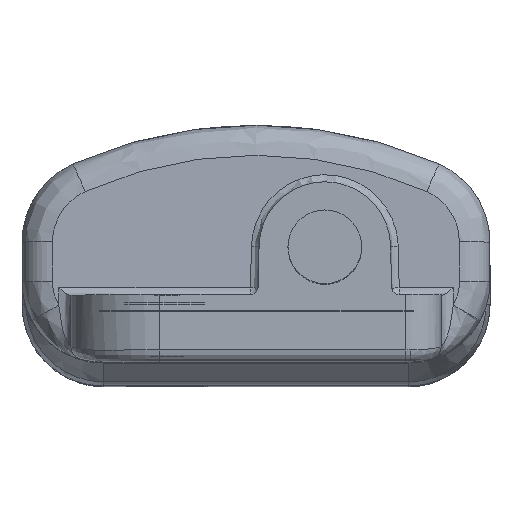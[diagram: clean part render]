
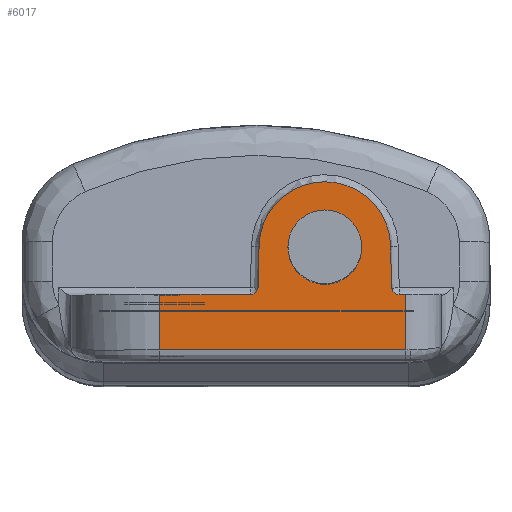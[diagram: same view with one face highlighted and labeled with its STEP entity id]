
A CAD part, top view. The second image highlights one B-rep face of the part: STEP entity #6017.
In plain terms, the highlighted planar face has unit normal (0, 0, 1).
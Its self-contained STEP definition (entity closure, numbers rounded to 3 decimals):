
#1972=DIRECTION('',(0.,-1.,0.));
#1973=VECTOR('',#1972,3.6);
#1974=CARTESIAN_POINT('',(-6.3,-0.1,36.8));
#1975=LINE('',#1974,#1973);
#1976=DIRECTION('',(-1.,0.,0.));
#1977=VECTOR('',#1976,5.936);
#1978=CARTESIAN_POINT('',(-0.364,-0.1,36.8));
#1979=LINE('',#1978,#1977);
#1980=DIRECTION('',(-0.024,-1.,0.));
#1981=VECTOR('',#1980,2.716);
#1982=CARTESIAN_POINT('',(0.201,3.104,36.8));
#1983=LINE('',#1982,#1981);
#1984=CARTESIAN_POINT('',(4.5,3.,36.8));
#1985=DIRECTION('',(0.,0.,1.));
#1986=DIRECTION('',(1.,0.024,0.));
#1987=AXIS2_PLACEMENT_3D('',#1984,#1985,#1986);
#1989=DIRECTION('',(-0.024,1.,0.));
#1990=VECTOR('',#1989,2.716);
#1991=CARTESIAN_POINT('',(8.864,0.388,36.8));
#1992=LINE('',#1991,#1990);
#1993=DIRECTION('',(-1.,0.,0.));
#1994=VECTOR('',#1993,0.436);
#1995=CARTESIAN_POINT('',(9.8,-0.1,36.8));
#1996=LINE('',#1995,#1994);
#1997=DIRECTION('',(0.,1.,0.));
#1998=VECTOR('',#1997,3.6);
#1999=CARTESIAN_POINT('',(9.8,-3.7,36.8));
#2000=LINE('',#1999,#1998);
#2001=DIRECTION('',(1.,0.,0.));
#2002=VECTOR('',#2001,16.1);
#2003=CARTESIAN_POINT('',(-6.3,-3.7,36.8));
#2004=LINE('',#2003,#2002);
#2005=CARTESIAN_POINT('',(4.5,3.,36.8));
#2006=DIRECTION('',(0.,0.,1.));
#2007=DIRECTION('',(0.,-1.,0.));
#2008=AXIS2_PLACEMENT_3D('',#2005,#2006,#2007);
#2010=CARTESIAN_POINT('',(4.5,3.,36.8));
#2011=DIRECTION('',(0.,0.,1.));
#2012=DIRECTION('',(0.,1.,0.));
#2013=AXIS2_PLACEMENT_3D('',#2010,#2011,#2012);
#2096=CARTESIAN_POINT('',(-0.364,0.4,36.8));
#2097=DIRECTION('',(0.,0.,-1.));
#2098=DIRECTION('',(1.,-0.024,0.));
#2099=AXIS2_PLACEMENT_3D('',#2096,#2097,#2098);
#2187=CARTESIAN_POINT('',(9.364,0.4,36.8));
#2188=DIRECTION('',(0.,0.,-1.));
#2189=DIRECTION('',(0.,-1.,0.));
#2190=AXIS2_PLACEMENT_3D('',#2187,#2188,#2189);
#2461=CARTESIAN_POINT('',(8.799,3.104,36.8));
#2462=CARTESIAN_POINT('',(0.201,3.104,36.8));
#2463=VERTEX_POINT('',#2461);
#2464=VERTEX_POINT('',#2462);
#2466=CARTESIAN_POINT('',(-6.3,-0.1,36.8));
#2468=VERTEX_POINT('',#2466);
#2469=CARTESIAN_POINT('',(9.8,-0.1,36.8));
#2471=VERTEX_POINT('',#2469);
#2473=CARTESIAN_POINT('',(-6.3,-3.7,36.8));
#2474=VERTEX_POINT('',#2473);
#2475=CARTESIAN_POINT('',(9.8,-3.7,36.8));
#2477=VERTEX_POINT('',#2475);
#2581=CARTESIAN_POINT('',(0.136,0.388,36.8));
#2582=VERTEX_POINT('',#2581);
#2583=CARTESIAN_POINT('',(8.864,0.388,36.8));
#2584=VERTEX_POINT('',#2583);
#2585=CARTESIAN_POINT('',(-0.364,-0.1,36.8));
#2586=VERTEX_POINT('',#2585);
#2587=CARTESIAN_POINT('',(9.364,-0.1,36.8));
#2588=VERTEX_POINT('',#2587);
#2828=CARTESIAN_POINT('',(4.5,0.59,36.8));
#2829=CARTESIAN_POINT('',(4.5,5.41,36.8));
#2830=VERTEX_POINT('',#2828);
#2831=VERTEX_POINT('',#2829);
#5987=CARTESIAN_POINT('',(0.,-2.5,36.8));
#5988=DIRECTION('',(0.,0.,1.));
#5989=DIRECTION('',(1.,0.,0.));
#5990=AXIS2_PLACEMENT_3D('',#5987,#5988,#5989);
#5991=PLANE('',#5990);
#5993=ORIENTED_EDGE('',*,*,#5992,.F.);
#5995=ORIENTED_EDGE('',*,*,#5994,.F.);
#5997=ORIENTED_EDGE('',*,*,#5996,.F.);
#5999=ORIENTED_EDGE('',*,*,#5998,.F.);
#6001=ORIENTED_EDGE('',*,*,#6000,.F.);
#6003=ORIENTED_EDGE('',*,*,#6002,.F.);
#6005=ORIENTED_EDGE('',*,*,#6004,.F.);
#6006=ORIENTED_EDGE('',*,*,#5586,.F.);
#6007=ORIENTED_EDGE('',*,*,#5951,.F.);
#6008=ORIENTED_EDGE('',*,*,#5978,.F.);
#6009=EDGE_LOOP('',(#5993,#5995,#5997,#5999,#6001,#6003,#6005,#6006,#6007,
#6008));
#6010=FACE_OUTER_BOUND('',#6009,.F.);
#6012=ORIENTED_EDGE('',*,*,#6011,.T.);
#6014=ORIENTED_EDGE('',*,*,#6013,.T.);
#6015=EDGE_LOOP('',(#6012,#6014));
#6016=FACE_BOUND('',#6015,.F.);
#6017=ADVANCED_FACE('',(#6010,#6016),#5991,.T.);
#1988=CIRCLE('',#1987,4.3);
#2009=CIRCLE('',#2008,2.41);
#2014=CIRCLE('',#2013,2.41);
#2100=CIRCLE('',#2099,0.5);
#2191=CIRCLE('',#2190,0.5);
#5586=EDGE_CURVE('',#2471,#2588,#1996,.T.);
#5951=EDGE_CURVE('',#2477,#2471,#2000,.T.);
#5978=EDGE_CURVE('',#2474,#2477,#2004,.T.);
#5992=EDGE_CURVE('',#2468,#2474,#1975,.T.);
#5994=EDGE_CURVE('',#2586,#2468,#1979,.T.);
#5996=EDGE_CURVE('',#2582,#2586,#2100,.T.);
#5998=EDGE_CURVE('',#2464,#2582,#1983,.T.);
#6000=EDGE_CURVE('',#2463,#2464,#1988,.T.);
#6002=EDGE_CURVE('',#2584,#2463,#1992,.T.);
#6004=EDGE_CURVE('',#2588,#2584,#2191,.T.);
#6011=EDGE_CURVE('',#2830,#2831,#2009,.T.);
#6013=EDGE_CURVE('',#2831,#2830,#2014,.T.);
